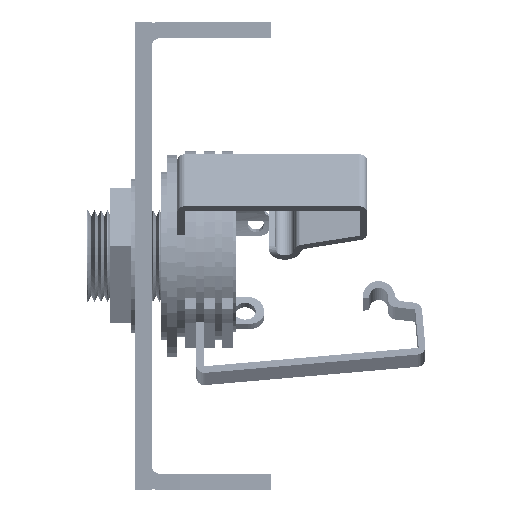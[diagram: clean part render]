
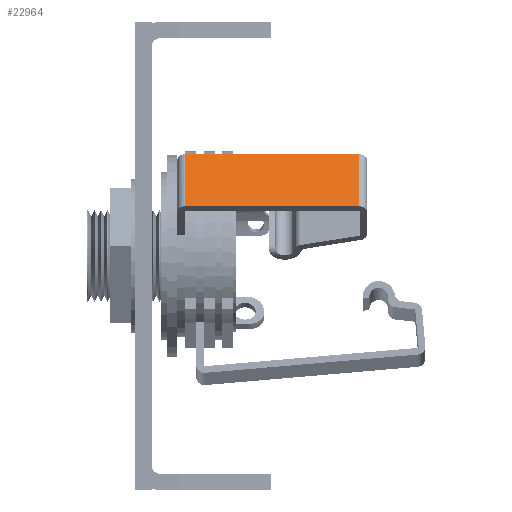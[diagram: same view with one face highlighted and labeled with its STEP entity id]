
A CAD part, left-side view. The second image highlights one B-rep face of the part: STEP entity #22964.
In plain terms, the highlighted face is planar.
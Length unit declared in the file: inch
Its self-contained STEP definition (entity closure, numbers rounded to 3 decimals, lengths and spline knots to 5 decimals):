
#22548 = EDGE_LOOP ( 'NONE', ( #22606, #22825, #22879, #22969 ) ) ;
#22565 = VERTEX_POINT ( 'NONE', #37050 ) ;
#22606 = ORIENTED_EDGE ( 'NONE', *, *, #22646, .T. ) ;
#22640 = VERTEX_POINT ( 'NONE', #37246 ) ;
#22641 = VERTEX_POINT ( 'NONE', #37247 ) ;
#22646 = EDGE_CURVE ( 'NONE', #22640, #22641, #37204, .T. ) ;
#22821 = EDGE_CURVE ( 'NONE', #22948, #22640, #38042, .T. ) ;
#22825 = ORIENTED_EDGE ( 'NONE', *, *, #22973, .T. ) ;
#22842 = EDGE_CURVE ( 'NONE', #22948, #22565, #38189, .T. ) ;
#22879 = ORIENTED_EDGE ( 'NONE', *, *, #22842, .F. ) ;
#22948 = VERTEX_POINT ( 'NONE', #38555 ) ;
#22964 = ADVANCED_FACE ( 'NONE', ( #38676 ), #38650, .T. ) ;
#22969 = ORIENTED_EDGE ( 'NONE', *, *, #22821, .T. ) ;
#22973 = EDGE_CURVE ( 'NONE', #22641, #22565, #38703, .T. ) ;
#37050 = CARTESIAN_POINT ( 'NONE',  ( 0.125, 0.03, 0. ) ) ;
#37203 = CARTESIAN_POINT ( 'NONE',  ( -0.125, 0., 0. ) ) ;
#37204 = LINE ( 'NONE', #37203, #37308 ) ;
#37246 = CARTESIAN_POINT ( 'NONE',  ( -0.125, 0.67, 0. ) ) ;
#37247 = CARTESIAN_POINT ( 'NONE',  ( -0.125, 0.03, 0. ) ) ;
#37307 = DIRECTION ( 'NONE',  ( 0., -1., 0. ) ) ;
#37308 = VECTOR ( 'NONE', #37307, 39.37008 ) ;
#38039 = DIRECTION ( 'NONE',  ( -1., 0., 0. ) ) ;
#38040 = VECTOR ( 'NONE', #38039, 39.37008 ) ;
#38041 = CARTESIAN_POINT ( 'NONE',  ( -0.125, 0.67, 0. ) ) ;
#38042 = LINE ( 'NONE', #38041, #38040 ) ;
#38179 = DIRECTION ( 'NONE',  ( 0., -1., 0. ) ) ;
#38180 = VECTOR ( 'NONE', #38179, 39.37008 ) ;
#38186 = CARTESIAN_POINT ( 'NONE',  ( 0.125, 0., 0. ) ) ;
#38189 = LINE ( 'NONE', #38186, #38180 ) ;
#38555 = CARTESIAN_POINT ( 'NONE',  ( 0.125, 0.67, 0. ) ) ;
#38650 = PLANE ( 'NONE',  #38681 ) ;
#38655 = DIRECTION ( 'NONE',  ( 0., 0., 1. ) ) ;
#38656 = CARTESIAN_POINT ( 'NONE',  ( -0.125, 0., 0. ) ) ;
#38676 = FACE_OUTER_BOUND ( 'NONE', #22548, .T. ) ;
#38681 = AXIS2_PLACEMENT_3D ( 'NONE', #38656, #38655, #38709 ) ;
#38687 = DIRECTION ( 'NONE',  ( 1., 0., 0. ) ) ;
#38688 = CARTESIAN_POINT ( 'NONE',  ( -0.125, 0.03, 0. ) ) ;
#38703 = LINE ( 'NONE', #38688, #38734 ) ;
#38709 = DIRECTION ( 'NONE',  ( 1., 0., 0. ) ) ;
#38734 = VECTOR ( 'NONE', #38687, 39.37008 ) ;
